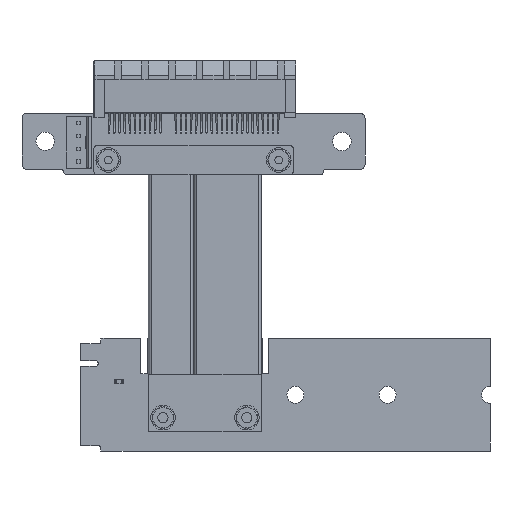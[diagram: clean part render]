
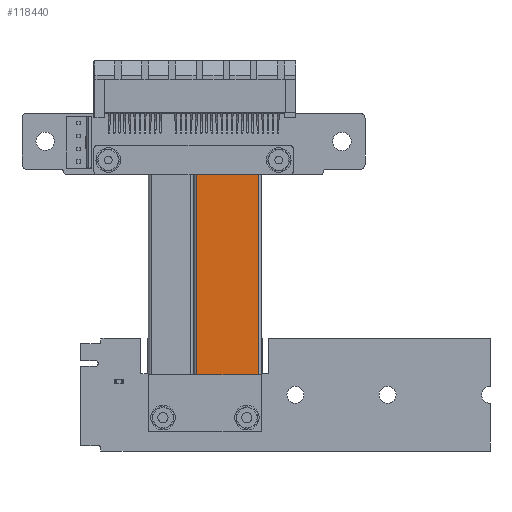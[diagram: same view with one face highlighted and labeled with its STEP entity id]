
A CAD part, top view. The second image highlights one B-rep face of the part: STEP entity #118440.
In plain terms, the highlighted face is planar.
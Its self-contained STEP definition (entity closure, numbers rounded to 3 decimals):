
#118412 = VERTEX_POINT('',#118413);
#118413 = CARTESIAN_POINT('',(0.,0.,
    0.));
#118420 = EDGE_CURVE('',#118421,#118412,#118423,.T.);
#118421 = VERTEX_POINT('',#118422);
#118422 = CARTESIAN_POINT('',(0.,0.,
    -43.));
#118423 = LINE('',#118424,#118425);
#118424 = CARTESIAN_POINT('',(0.,0.,
    -43.));
#118425 = VECTOR('',#118426,1.);
#118426 = DIRECTION('',(0.,0.,1.));
#118440 = ADVANCED_FACE('',(#118441),#118466,.T.);
#118441 = FACE_BOUND('',#118442,.T.);
#118442 = EDGE_LOOP('',(#118443,#118451,#118459,#118465));
#118443 = ORIENTED_EDGE('',*,*,#118444,.F.);
#118444 = EDGE_CURVE('',#118445,#118412,#118447,.T.);
#118445 = VERTEX_POINT('',#118446);
#118446 = CARTESIAN_POINT('',(12.065,0.,
    0.));
#118447 = LINE('',#118448,#118449);
#118448 = CARTESIAN_POINT('',(0.,0.,
    0.));
#118449 = VECTOR('',#118450,1.);
#118450 = DIRECTION('',(-1.,0.,0.));
#118451 = ORIENTED_EDGE('',*,*,#118452,.F.);
#118452 = EDGE_CURVE('',#118453,#118445,#118455,.T.);
#118453 = VERTEX_POINT('',#118454);
#118454 = CARTESIAN_POINT('',(12.065,0.,-43.)
  );
#118455 = LINE('',#118456,#118457);
#118456 = CARTESIAN_POINT('',(12.065,0.,-43.)
  );
#118457 = VECTOR('',#118458,1.);
#118458 = DIRECTION('',(0.,0.,1.));
#118459 = ORIENTED_EDGE('',*,*,#118460,.T.);
#118460 = EDGE_CURVE('',#118453,#118421,#118461,.T.);
#118461 = LINE('',#118462,#118463);
#118462 = CARTESIAN_POINT('',(0.,0.,
    -43.));
#118463 = VECTOR('',#118464,1.);
#118464 = DIRECTION('',(-1.,0.,0.));
#118465 = ORIENTED_EDGE('',*,*,#118420,.T.);
#118466 = PLANE('',#118467);
#118467 = AXIS2_PLACEMENT_3D('',#118468,#118469,#118470);
#118468 = CARTESIAN_POINT('',(0.,0.,
    -43.));
#118469 = DIRECTION('',(0.,1.,0.));
#118470 = DIRECTION('',(0.,0.,1.));
